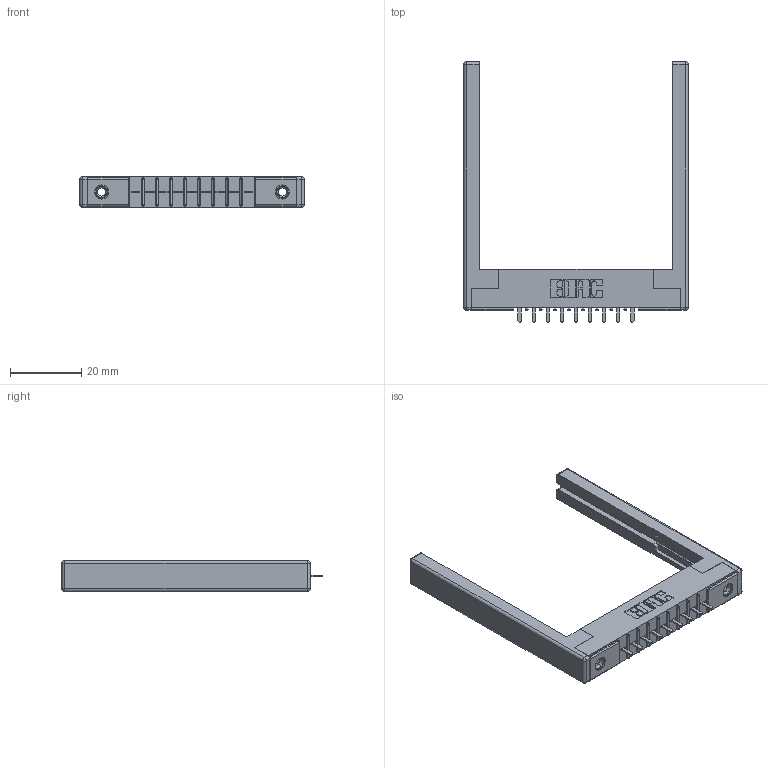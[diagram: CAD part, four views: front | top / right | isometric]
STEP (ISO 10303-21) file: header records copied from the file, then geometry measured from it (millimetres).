
FILE_DESCRIPTION (( 'STEP AP203' ), '1' );
FILE_NAME ('316-009-521-168.STEP', '2018-07-31T00:03:49', ( '' ), ( '' ), 'SwSTEP 2.0', 'SolidWorks 2016', '' );
FILE_SCHEMA (( 'CONFIG_CONTROL_DESIGN' ));
Length unit declared in the file: inch
Products named in the file (5): 316-009-521-168; 306 Part_.156 Dia; 306-290-001_121; 345-250-001_345-250-001-102; 307-220-068
Assembly tree (14 placements, depth 2):
  316-009-521-168
    306 Part_.156 Dia
    306-290-001_121  x9
    345-250-001_345-250-001-102  x2
    307-220-068  x2
Bounding box: 63.09 x 73.18 x 8.71 mm (x, y, z)
Volume: 8798.5 mm3; surface area: 9915 mm2
Topology: 14 solids, 14 shells, 900 faces, 2479 edges, 1582 vertices
Faces by surface type: plane 579, cylinder 261, sphere 44, cone 12, torus 4
Entity records: 15383 total; most frequent: CARTESIAN_POINT 2543, DIRECTION 2524, ORIENTED_EDGE 2508, EDGE_CURVE 1254, LINE 958, VECTOR 958, VERTEX_POINT 802, AXIS2_PLACEMENT_3D 783
